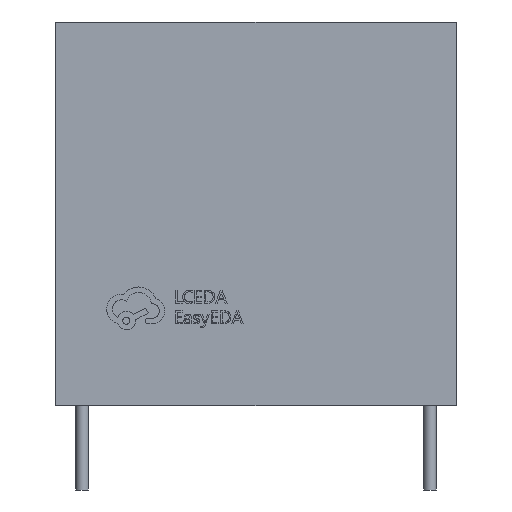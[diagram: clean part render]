
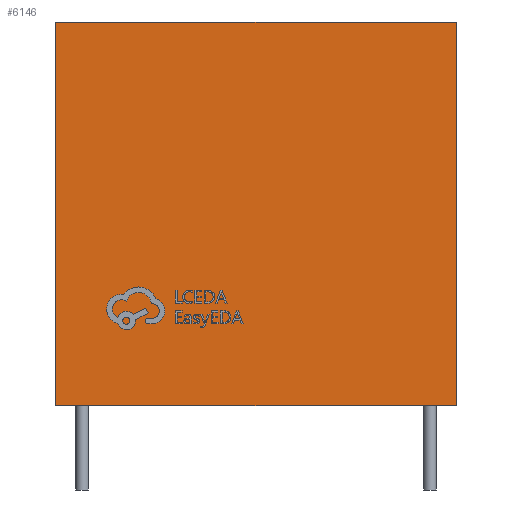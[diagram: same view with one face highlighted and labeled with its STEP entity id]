
A CAD part, front view. The second image highlights one B-rep face of the part: STEP entity #6146.
In plain terms, the highlighted planar face has unit normal (0, -1, 0).
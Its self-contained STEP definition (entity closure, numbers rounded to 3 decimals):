
#484=PLANE('',#6540);
#702=FACE_OUTER_BOUND('',#1063,.T.);
#1063=EDGE_LOOP('',(#4335,#4336,#4337,#4338));
#1430=LINE('',#8146,#2075);
#1466=LINE('',#8385,#2111);
#1469=LINE('',#8392,#2114);
#1471=LINE('',#8395,#2116);
#2075=VECTOR('',#6876,1.);
#2111=VECTOR('',#6914,1.);
#2114=VECTOR('',#6921,1.);
#2116=VECTOR('',#6925,1.);
#2731=VERTEX_POINT('',#8142);
#2733=VERTEX_POINT('',#8145);
#2777=VERTEX_POINT('',#8383);
#2779=VERTEX_POINT('',#8391);
#3350=EDGE_CURVE('',#2733,#2731,#1430,.T.);
#3396=EDGE_CURVE('',#2777,#2731,#1466,.T.);
#3399=EDGE_CURVE('',#2779,#2733,#1469,.T.);
#3401=EDGE_CURVE('',#2779,#2777,#1471,.T.);
#4335=ORIENTED_EDGE('',*,*,#3350,.T.);
#4336=ORIENTED_EDGE('',*,*,#3396,.F.);
#4337=ORIENTED_EDGE('',*,*,#3401,.F.);
#4338=ORIENTED_EDGE('',*,*,#3399,.T.);
#6146=ADVANCED_FACE('',(#702),#484,.F.);
#6540=AXIS2_PLACEMENT_3D('',#8394,#6923,#6924);
#6876=DIRECTION('',(1.,0.,0.));
#6914=DIRECTION('',(0.,0.,-1.));
#6921=DIRECTION('',(0.,0.,-1.));
#6923=DIRECTION('center_axis',(0.,1.,0.));
#6924=DIRECTION('ref_axis',(0.,0.,1.));
#6925=DIRECTION('',(1.,0.,0.));
#8142=CARTESIAN_POINT('',(9.5,-5.05,0.));
#8145=CARTESIAN_POINT('',(-9.5,-5.05,0.));
#8146=CARTESIAN_POINT('',(-9.5,-5.05,0.));
#8383=CARTESIAN_POINT('',(9.5,-5.05,18.2));
#8385=CARTESIAN_POINT('',(9.5,-5.05,18.2));
#8391=CARTESIAN_POINT('',(-9.5,-5.05,18.2));
#8392=CARTESIAN_POINT('',(-9.5,-5.05,18.2));
#8394=CARTESIAN_POINT('Origin',(-9.5,-5.05,18.2));
#8395=CARTESIAN_POINT('',(-9.5,-5.05,18.2));
